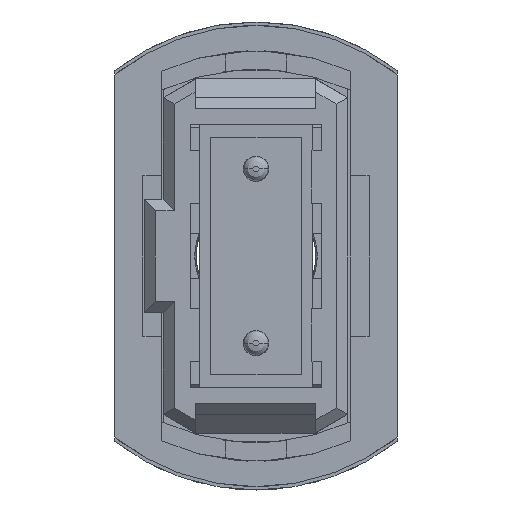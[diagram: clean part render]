
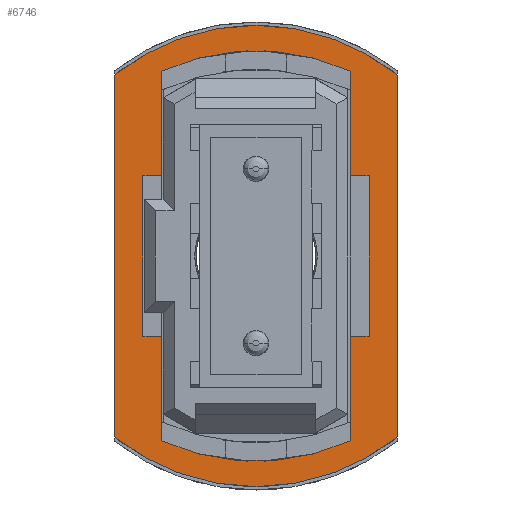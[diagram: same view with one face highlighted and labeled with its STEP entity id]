
A CAD part, left-side view. The second image highlights one B-rep face of the part: STEP entity #6746.
In plain terms, the highlighted face is planar.
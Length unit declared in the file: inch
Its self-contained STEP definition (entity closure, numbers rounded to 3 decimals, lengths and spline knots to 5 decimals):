
#105 = DIRECTION ( 'NONE',  ( 0., 1., 0. ) ) ;
#234 = CIRCLE ( 'NONE', #9258, 0.23622 ) ;
#361 = CARTESIAN_POINT ( 'NONE',  ( -0.08366, 0.46457, 0.09843 ) ) ;
#530 = CARTESIAN_POINT ( 'NONE',  ( 0.08366, 0.46457, 0.11811 ) ) ;
#637 = DIRECTION ( 'NONE',  ( 0., 0., 1. ) ) ;
#667 = DIRECTION ( 'NONE',  ( 1., 0., 0. ) ) ;
#739 = VERTEX_POINT ( 'NONE', #14717 ) ;
#929 = VECTOR ( 'NONE', #2972, 39.37008 ) ;
#967 = VERTEX_POINT ( 'NONE', #9320 ) ;
#1436 = VECTOR ( 'NONE', #13811, 39.37008 ) ;
#1509 = VECTOR ( 'NONE', #9052, 39.37008 ) ;
#1577 = ORIENTED_EDGE ( 'NONE', *, *, #12581, .F. ) ;
#1804 = AXIS2_PLACEMENT_3D ( 'NONE', #12042, #14475, #3616 ) ;
#1849 = ORIENTED_EDGE ( 'NONE', *, *, #8926, .T. ) ;
#1925 = CARTESIAN_POINT ( 'NONE',  ( 0.18898, 0.46457, 0.14764 ) ) ;
#2010 = DIRECTION ( 'NONE',  ( 0., 1., 0. ) ) ;
#2187 = DIRECTION ( 'NONE',  ( 0., 1., 0. ) ) ;
#2436 = EDGE_LOOP ( 'NONE', ( #1849, #7538, #2605, #5587 ) ) ;
#2453 = ORIENTED_EDGE ( 'NONE', *, *, #6378, .F. ) ;
#2490 = EDGE_CURVE ( 'NONE', #12204, #3288, #12698, .T. ) ;
#2605 = ORIENTED_EDGE ( 'NONE', *, *, #8328, .T. ) ;
#2865 = DIRECTION ( 'NONE',  ( -1., 0., 0. ) ) ;
#2972 = DIRECTION ( 'NONE',  ( 0., 0., -1. ) ) ;
#3041 = VECTOR ( 'NONE', #9511, 39.37008 ) ;
#3208 = EDGE_CURVE ( 'NONE', #967, #10364, #4293, .T. ) ;
#3288 = VERTEX_POINT ( 'NONE', #14274 ) ;
#3583 = EDGE_CURVE ( 'NONE', #15121, #9027, #5444, .T. ) ;
#3616 = DIRECTION ( 'NONE',  ( 0., 0., 1. ) ) ;
#3918 = ORIENTED_EDGE ( 'NONE', *, *, #7383, .F. ) ;
#3928 = ORIENTED_EDGE ( 'NONE', *, *, #15342, .F. ) ;
#3960 = CARTESIAN_POINT ( 'NONE',  ( 0.08366, 0.46457, -0.11811 ) ) ;
#4045 = LINE ( 'NONE', #7489, #7186 ) ;
#4057 = ORIENTED_EDGE ( 'NONE', *, *, #13505, .F. ) ;
#4293 = LINE ( 'NONE', #11324, #9242 ) ;
#4294 = CARTESIAN_POINT ( 'NONE',  ( -0.19291, 0.46457, 0.09843 ) ) ;
#4307 = CIRCLE ( 'NONE', #1804, 0.23622 ) ;
#4321 = AXIS2_PLACEMENT_3D ( 'NONE', #9064, #2010, #5628 ) ;
#4332 = CIRCLE ( 'NONE', #4321, 0.23622 ) ;
#4335 = CARTESIAN_POINT ( 'NONE',  ( 0.02183, 0.46457, 0. ) ) ;
#4387 = ORIENTED_EDGE ( 'NONE', *, *, #2490, .F. ) ;
#4594 = VERTEX_POINT ( 'NONE', #10299 ) ;
#4789 = VECTOR ( 'NONE', #11691, 39.37008 ) ;
#4845 = CARTESIAN_POINT ( 'NONE',  ( -0.02183, 0.46457, 0. ) ) ;
#4884 = VERTEX_POINT ( 'NONE', #13331 ) ;
#5200 = CARTESIAN_POINT ( 'NONE',  ( -0.08366, 0.46457, 0.11811 ) ) ;
#5279 = FACE_BOUND ( 'NONE', #14957, .T. ) ;
#5424 = CARTESIAN_POINT ( 'NONE',  ( -0.08366, 0.46457, 0.11811 ) ) ;
#5444 = LINE ( 'NONE', #15123, #1436 ) ;
#5535 = LINE ( 'NONE', #12631, #1509 ) ;
#5587 = ORIENTED_EDGE ( 'NONE', *, *, #10251, .T. ) ;
#5628 = DIRECTION ( 'NONE',  ( 0., 0., 1. ) ) ;
#5855 = VECTOR ( 'NONE', #9581, 39.37008 ) ;
#5918 = CARTESIAN_POINT ( 'NONE',  ( -0.19291, 0.46457, 0.09843 ) ) ;
#6061 = LINE ( 'NONE', #14331, #5855 ) ;
#6322 = EDGE_CURVE ( 'NONE', #4884, #967, #234, .T. ) ;
#6378 = EDGE_CURVE ( 'NONE', #12188, #10869, #5535, .T. ) ;
#6383 = DIRECTION ( 'NONE',  ( 0., 0., 1. ) ) ;
#6448 = DIRECTION ( 'NONE',  ( 0., 0., 1. ) ) ;
#6582 = DIRECTION ( 'NONE',  ( 0., 0., -1. ) ) ;
#6746 = ADVANCED_FACE ( 'NONE', ( #5279, #9113 ), #9035, .T. ) ;
#6876 = VERTEX_POINT ( 'NONE', #14243 ) ;
#6978 = DIRECTION ( 'NONE',  ( 0., 0., 1. ) ) ;
#7048 = VERTEX_POINT ( 'NONE', #9015 ) ;
#7186 = VECTOR ( 'NONE', #2865, 39.37008 ) ;
#7383 = EDGE_CURVE ( 'NONE', #6876, #12204, #11616, .T. ) ;
#7400 = CARTESIAN_POINT ( 'NONE',  ( -0.08366, 0.46457, 0.11811 ) ) ;
#7489 = CARTESIAN_POINT ( 'NONE',  ( 0.18898, 0.46457, -0.14764 ) ) ;
#7521 = EDGE_CURVE ( 'NONE', #3288, #8269, #10670, .T. ) ;
#7538 = ORIENTED_EDGE ( 'NONE', *, *, #3583, .T. ) ;
#7750 = LINE ( 'NONE', #530, #929 ) ;
#7802 = CARTESIAN_POINT ( 'NONE',  ( 0.08366, 0.46457, -0.09843 ) ) ;
#7809 = VECTOR ( 'NONE', #6582, 39.37008 ) ;
#7983 = CARTESIAN_POINT ( 'NONE',  ( 0.08366, 0.46457, 0.11811 ) ) ;
#8002 = CARTESIAN_POINT ( 'NONE',  ( -0.19291, 0.46457, -0.09843 ) ) ;
#8014 = DIRECTION ( 'NONE',  ( 0., 1., 0. ) ) ;
#8043 = LINE ( 'NONE', #4294, #10802 ) ;
#8269 = VERTEX_POINT ( 'NONE', #361 ) ;
#8328 = EDGE_CURVE ( 'NONE', #9027, #739, #4307, .T. ) ;
#8581 = LINE ( 'NONE', #7400, #15153 ) ;
#8779 = ORIENTED_EDGE ( 'NONE', *, *, #6322, .F. ) ;
#8905 = CARTESIAN_POINT ( 'NONE',  ( -0.18898, 0.46457, 0.14764 ) ) ;
#8907 = EDGE_CURVE ( 'NONE', #15435, #4884, #8043, .T. ) ;
#8926 = EDGE_CURVE ( 'NONE', #7048, #15121, #4332, .T. ) ;
#9015 = CARTESIAN_POINT ( 'NONE',  ( -0.18898, 0.46457, -0.14764 ) ) ;
#9027 = VERTEX_POINT ( 'NONE', #1925 ) ;
#9035 = PLANE ( 'NONE',  #14597 ) ;
#9052 = DIRECTION ( 'NONE',  ( 1., 0., 0. ) ) ;
#9064 = CARTESIAN_POINT ( 'NONE',  ( -0.00458, 0.46457, 0. ) ) ;
#9113 = FACE_OUTER_BOUND ( 'NONE', #2436, .T. ) ;
#9175 = VERTEX_POINT ( 'NONE', #3960 ) ;
#9242 = VECTOR ( 'NONE', #11475, 39.37008 ) ;
#9258 = AXIS2_PLACEMENT_3D ( 'NONE', #4845, #105, #10685 ) ;
#9320 = CARTESIAN_POINT ( 'NONE',  ( 0.19291, 0.46457, -0.09843 ) ) ;
#9511 = DIRECTION ( 'NONE',  ( 1., 0., 0. ) ) ;
#9581 = DIRECTION ( 'NONE',  ( -1., 0., 0. ) ) ;
#9653 = CARTESIAN_POINT ( 'NONE',  ( 0.08366, 0.46457, 0.09843 ) ) ;
#9727 = ORIENTED_EDGE ( 'NONE', *, *, #3208, .F. ) ;
#10251 = EDGE_CURVE ( 'NONE', #739, #7048, #4045, .T. ) ;
#10299 = CARTESIAN_POINT ( 'NONE',  ( -0.08366, 0.46457, -0.11811 ) ) ;
#10364 = VERTEX_POINT ( 'NONE', #7802 ) ;
#10406 = ORIENTED_EDGE ( 'NONE', *, *, #7521, .F. ) ;
#10618 = EDGE_CURVE ( 'NONE', #8269, #12188, #10899, .T. ) ;
#10670 = LINE ( 'NONE', #5918, #3041 ) ;
#10685 = DIRECTION ( 'NONE',  ( 0., 0., 1. ) ) ;
#10802 = VECTOR ( 'NONE', #667, 39.37008 ) ;
#10869 = VERTEX_POINT ( 'NONE', #12579 ) ;
#10899 = LINE ( 'NONE', #5200, #11931 ) ;
#11243 = ORIENTED_EDGE ( 'NONE', *, *, #10618, .F. ) ;
#11324 = CARTESIAN_POINT ( 'NONE',  ( 0.19291, 0.46457, -0.09843 ) ) ;
#11371 = CARTESIAN_POINT ( 'NONE',  ( -0.00458, 0.46457, 0. ) ) ;
#11475 = DIRECTION ( 'NONE',  ( -1., 0., 0. ) ) ;
#11495 = LINE ( 'NONE', #7983, #7809 ) ;
#11616 = LINE ( 'NONE', #15130, #4789 ) ;
#11691 = DIRECTION ( 'NONE',  ( -1., 0., 0. ) ) ;
#11931 = VECTOR ( 'NONE', #6448, 39.37008 ) ;
#12042 = CARTESIAN_POINT ( 'NONE',  ( 0.00458, 0.46457, 0. ) ) ;
#12115 = ORIENTED_EDGE ( 'NONE', *, *, #8907, .F. ) ;
#12188 = VERTEX_POINT ( 'NONE', #5424 ) ;
#12204 = VERTEX_POINT ( 'NONE', #8002 ) ;
#12579 = CARTESIAN_POINT ( 'NONE',  ( 0.08366, 0.46457, 0.11811 ) ) ;
#12581 = EDGE_CURVE ( 'NONE', #10869, #15435, #7750, .T. ) ;
#12631 = CARTESIAN_POINT ( 'NONE',  ( -0.08366, 0.46457, 0.11811 ) ) ;
#12698 = CIRCLE ( 'NONE', #14692, 0.23622 ) ;
#12945 = EDGE_CURVE ( 'NONE', #4594, #6876, #8581, .T. ) ;
#13331 = CARTESIAN_POINT ( 'NONE',  ( 0.19291, 0.46457, 0.09843 ) ) ;
#13505 = EDGE_CURVE ( 'NONE', #10364, #9175, #11495, .T. ) ;
#13811 = DIRECTION ( 'NONE',  ( 1., 0., 0. ) ) ;
#14243 = CARTESIAN_POINT ( 'NONE',  ( -0.08366, 0.46457, -0.09843 ) ) ;
#14274 = CARTESIAN_POINT ( 'NONE',  ( -0.19291, 0.46457, 0.09843 ) ) ;
#14331 = CARTESIAN_POINT ( 'NONE',  ( -0.08366, 0.46457, -0.11811 ) ) ;
#14475 = DIRECTION ( 'NONE',  ( 0., 1., 0. ) ) ;
#14597 = AXIS2_PLACEMENT_3D ( 'NONE', #11371, #8014, #637 ) ;
#14692 = AXIS2_PLACEMENT_3D ( 'NONE', #4335, #2187, #6978 ) ;
#14717 = CARTESIAN_POINT ( 'NONE',  ( 0.18898, 0.46457, -0.14764 ) ) ;
#14957 = EDGE_LOOP ( 'NONE', ( #1577, #2453, #11243, #10406, #4387, #3918, #15334, #3928, #4057, #9727, #8779, #12115 ) ) ;
#15121 = VERTEX_POINT ( 'NONE', #8905 ) ;
#15123 = CARTESIAN_POINT ( 'NONE',  ( -0.18898, 0.46457, 0.14764 ) ) ;
#15130 = CARTESIAN_POINT ( 'NONE',  ( 0.19291, 0.46457, -0.09843 ) ) ;
#15153 = VECTOR ( 'NONE', #6383, 39.37008 ) ;
#15334 = ORIENTED_EDGE ( 'NONE', *, *, #12945, .F. ) ;
#15342 = EDGE_CURVE ( 'NONE', #9175, #4594, #6061, .T. ) ;
#15435 = VERTEX_POINT ( 'NONE', #9653 ) ;
